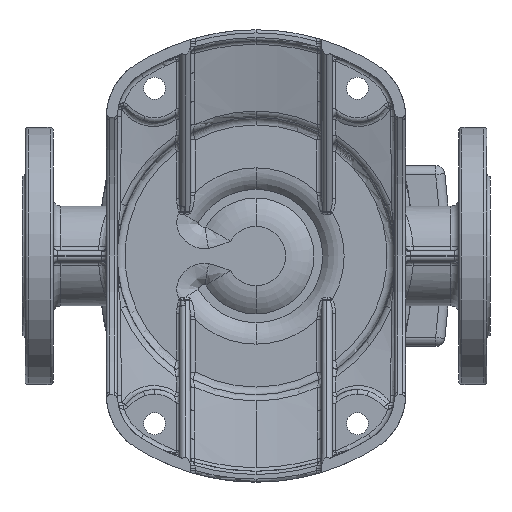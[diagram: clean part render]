
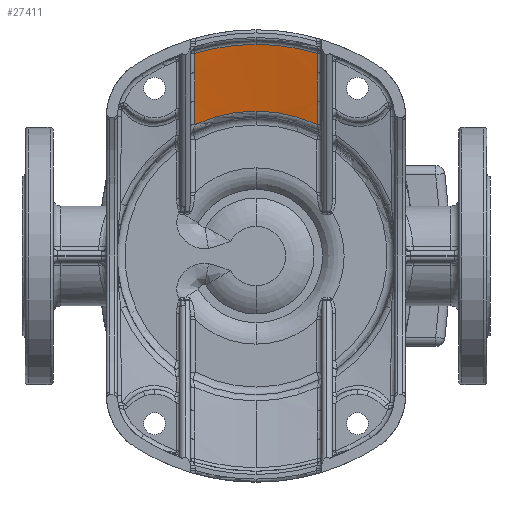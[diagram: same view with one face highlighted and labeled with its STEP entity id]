
A CAD part, front view. The second image highlights one B-rep face of the part: STEP entity #27411.
In plain terms, the highlighted conical face has half-angle 77 degrees and reference radius 38.425 mm.
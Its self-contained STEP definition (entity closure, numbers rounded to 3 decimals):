
#205 = CARTESIAN_POINT ( 'NONE',  ( 39.201, 29.44, 125.49 ) ) ;
#271 = CIRCLE ( 'NONE', #39976, 92.875 ) ;
#928 = CARTESIAN_POINT ( 'NONE',  ( 39.195, 28.469, 129.89 ) ) ;
#1733 = CONICAL_SURFACE ( 'NONE', #63616, 38.425, 1.344 ) ;
#1965 = ORIENTED_EDGE ( 'NONE', *, *, #48990, .T. ) ;
#2164 = DIRECTION ( 'NONE',  ( 0., 0., -1. ) ) ;
#2886 = EDGE_CURVE ( 'NONE', #28682, #3088, #22447, .T. ) ;
#3029 = CARTESIAN_POINT ( 'NONE',  ( 39.225, 32.649, 110.85 ) ) ;
#3088 = VERTEX_POINT ( 'NONE', #4968 ) ;
#4278 = CIRCLE ( 'NONE', #41548, 135.675 ) ;
#4968 = CARTESIAN_POINT ( 'NONE',  ( 0., 38.35, 92.875 ) ) ;
#5040 = EDGE_CURVE ( 'NONE', #21645, #22570, #7228, .T. ) ;
#5333 = CARTESIAN_POINT ( 'NONE',  ( -39.2, 29.331, 125.984 ) ) ;
#5813 = CARTESIAN_POINT ( 'NONE',  ( -39.285, 38.35, 84.157 ) ) ;
#6464 = VERTEX_POINT ( 'NONE', #55974 ) ;
#7044 = CARTESIAN_POINT ( 'NONE',  ( -39.21, 30.728, 119.63 ) ) ;
#7228 = B_SPLINE_CURVE_WITH_KNOTS ( 'NONE', 3,
 ( #57592, #53186, #40780, #45903 ),
 .UNSPECIFIED., .F., .F.,
 ( 4, 4 ),
 ( 0., 1. ),
 .UNSPECIFIED. ) ;
#11115 = ORIENTED_EDGE ( 'NONE', *, *, #54489, .T. ) ;
#11735 = AXIS2_PLACEMENT_3D ( 'NONE', #50612, #61230, #55747 ) ;
#12298 = DIRECTION ( 'NONE',  ( 0., 0., -1. ) ) ;
#12419 = CARTESIAN_POINT ( 'NONE',  ( 0., 28.469, 135.675 ) ) ;
#13669 = CARTESIAN_POINT ( 'NONE',  ( -39.26, 36.332, 93.746 ) ) ;
#13841 = ORIENTED_EDGE ( 'NONE', *, *, #2886, .T. ) ;
#14061 = CARTESIAN_POINT ( 'NONE',  ( -39.249, 35.2, 99.022 ) ) ;
#14658 = CARTESIAN_POINT ( 'NONE',  ( -39.214, 31.209, 117.43 ) ) ;
#15897 = DIRECTION ( 'NONE',  ( 0., 0., -1. ) ) ;
#16672 = CARTESIAN_POINT ( 'NONE',  ( 39.198, 28.955, 127.69 ) ) ;
#17214 = DIRECTION ( 'NONE',  ( 0., 0., -1. ) ) ;
#17416 = ORIENTED_EDGE ( 'NONE', *, *, #5040, .T. ) ;
#20694 = CARTESIAN_POINT ( 'NONE',  ( 0., 38.35, 0. ) ) ;
#21645 = VERTEX_POINT ( 'NONE', #14658 ) ;
#22447 = CIRCLE ( 'NONE', #36506, 92.875 ) ;
#22536 = CARTESIAN_POINT ( 'NONE',  ( 39.207, 30.353, 121.337 ) ) ;
#22570 = VERTEX_POINT ( 'NONE', #14061 ) ;
#23873 = CARTESIAN_POINT ( 'NONE',  ( 39.272, 37.382, 88.791 ) ) ;
#24367 = B_SPLINE_CURVE_WITH_KNOTS ( 'NONE', 3,
 ( #55454, #33151, #5333, #49970, #47286, #7044, #36310 ),
 .UNSPECIFIED., .F., .F.,
 ( 4, 3, 4 ),
 ( 0., 0.006, 0.013 ),
 .UNSPECIFIED. ) ;
#24557 = CARTESIAN_POINT ( 'NONE',  ( 39.285, 38.35, 84.157 ) ) ;
#24650 = CARTESIAN_POINT ( 'NONE',  ( -39.285, 38.35, 84.157 ) ) ;
#25618 = B_SPLINE_CURVE_WITH_KNOTS ( 'NONE', 3,
 ( #38300, #39369, #22536, #51048, #205, #16672, #38653 ),
 .UNSPECIFIED., .F., .F.,
 ( 4, 3, 4 ),
 ( 0., 0.006, 0.013 ),
 .UNSPECIFIED. ) ;
#26612 = ORIENTED_EDGE ( 'NONE', *, *, #39075, .T. ) ;
#27411 = ADVANCED_FACE ( 'NONE', ( #67352 ), #1733, .F. ) ;
#28682 = VERTEX_POINT ( 'NONE', #5813 ) ;
#28921 = CARTESIAN_POINT ( 'NONE',  ( 0., 50.921, 0. ) ) ;
#30083 = CARTESIAN_POINT ( 'NONE',  ( 39.26, 36.332, 93.746 ) ) ;
#30449 = CIRCLE ( 'NONE', #11735, 135.675 ) ;
#33151 = CARTESIAN_POINT ( 'NONE',  ( -39.198, 28.9, 127.937 ) ) ;
#33447 = ORIENTED_EDGE ( 'NONE', *, *, #59320, .T. ) ;
#33802 = CARTESIAN_POINT ( 'NONE',  ( 39.249, 35.2, 99.022 ) ) ;
#34730 = ORIENTED_EDGE ( 'NONE', *, *, #72431, .T. ) ;
#35939 = CARTESIAN_POINT ( 'NONE',  ( 39.249, 35.2, 99.022 ) ) ;
#36310 = CARTESIAN_POINT ( 'NONE',  ( -39.214, 31.209, 117.43 ) ) ;
#36506 = AXIS2_PLACEMENT_3D ( 'NONE', #57046, #41702, #2164 ) ;
#38300 = CARTESIAN_POINT ( 'NONE',  ( 39.214, 31.209, 117.43 ) ) ;
#38653 = CARTESIAN_POINT ( 'NONE',  ( 39.195, 28.469, 129.89 ) ) ;
#39075 = EDGE_CURVE ( 'NONE', #52357, #42496, #4278, .T. ) ;
#39369 = CARTESIAN_POINT ( 'NONE',  ( 39.211, 30.782, 119.383 ) ) ;
#39976 = AXIS2_PLACEMENT_3D ( 'NONE', #20694, #65322, #15897 ) ;
#40249 = ORIENTED_EDGE ( 'NONE', *, *, #65926, .T. ) ;
#40550 = B_SPLINE_CURVE_WITH_KNOTS ( 'NONE', 3,
 ( #33802, #59380, #3029, #58286 ),
 .UNSPECIFIED., .F., .F.,
 ( 4, 4 ),
 ( 0., 1. ),
 .UNSPECIFIED. ) ;
#40568 = EDGE_LOOP ( 'NONE', ( #13841, #33447, #40249, #69712, #41804, #34730, #26612, #11115, #17416, #1965 ) ) ;
#40714 = CARTESIAN_POINT ( 'NONE',  ( 39.285, 38.35, 84.157 ) ) ;
#40780 = CARTESIAN_POINT ( 'NONE',  ( -39.236, 33.98, 104.715 ) ) ;
#41548 = AXIS2_PLACEMENT_3D ( 'NONE', #51443, #69008, #12298 ) ;
#41702 = DIRECTION ( 'NONE',  ( 0., 1., 0. ) ) ;
#41804 = ORIENTED_EDGE ( 'NONE', *, *, #71718, .T. ) ;
#42496 = VERTEX_POINT ( 'NONE', #71230 ) ;
#43015 = B_SPLINE_CURVE_WITH_KNOTS ( 'NONE', 3,
 ( #62690, #13669, #46618, #24650 ),
 .UNSPECIFIED., .F., .F.,
 ( 4, 4 ),
 ( 0., 1. ),
 .UNSPECIFIED. ) ;
#45903 = CARTESIAN_POINT ( 'NONE',  ( -39.249, 35.2, 99.022 ) ) ;
#46618 = CARTESIAN_POINT ( 'NONE',  ( -39.272, 37.382, 88.791 ) ) ;
#47286 = CARTESIAN_POINT ( 'NONE',  ( -39.207, 30.245, 121.831 ) ) ;
#47945 = CARTESIAN_POINT ( 'NONE',  ( 39.214, 31.209, 117.43 ) ) ;
#48990 = EDGE_CURVE ( 'NONE', #22570, #28682, #43015, .T. ) ;
#49970 = CARTESIAN_POINT ( 'NONE',  ( -39.203, 29.761, 124.031 ) ) ;
#50612 = CARTESIAN_POINT ( 'NONE',  ( 0., 28.469, 0. ) ) ;
#51048 = CARTESIAN_POINT ( 'NONE',  ( 39.205, 29.924, 123.29 ) ) ;
#51443 = CARTESIAN_POINT ( 'NONE',  ( 0., 28.469, 0. ) ) ;
#52357 = VERTEX_POINT ( 'NONE', #12419 ) ;
#53186 = CARTESIAN_POINT ( 'NONE',  ( -39.225, 32.649, 110.85 ) ) ;
#54489 = EDGE_CURVE ( 'NONE', #42496, #21645, #24367, .T. ) ;
#55454 = CARTESIAN_POINT ( 'NONE',  ( -39.195, 28.469, 129.89 ) ) ;
#55747 = DIRECTION ( 'NONE',  ( 0., 0., -1. ) ) ;
#55974 = CARTESIAN_POINT ( 'NONE',  ( 39.249, 35.2, 99.022 ) ) ;
#57046 = CARTESIAN_POINT ( 'NONE',  ( 0., 38.35, 0. ) ) ;
#57592 = CARTESIAN_POINT ( 'NONE',  ( -39.214, 31.209, 117.43 ) ) ;
#57752 = VERTEX_POINT ( 'NONE', #24557 ) ;
#58286 = CARTESIAN_POINT ( 'NONE',  ( 39.214, 31.209, 117.43 ) ) ;
#59320 = EDGE_CURVE ( 'NONE', #3088, #57752, #271, .T. ) ;
#59380 = CARTESIAN_POINT ( 'NONE',  ( 39.236, 33.98, 104.715 ) ) ;
#59415 = EDGE_CURVE ( 'NONE', #6464, #64951, #40550, .T. ) ;
#61230 = DIRECTION ( 'NONE',  ( 0., -1., 0. ) ) ;
#62690 = CARTESIAN_POINT ( 'NONE',  ( -39.249, 35.2, 99.022 ) ) ;
#63616 = AXIS2_PLACEMENT_3D ( 'NONE', #28921, #68067, #17214 ) ;
#64951 = VERTEX_POINT ( 'NONE', #47945 ) ;
#65322 = DIRECTION ( 'NONE',  ( 0., 1., 0. ) ) ;
#65926 = EDGE_CURVE ( 'NONE', #57752, #6464, #67025, .T. ) ;
#67025 = B_SPLINE_CURVE_WITH_KNOTS ( 'NONE', 3,
 ( #40714, #23873, #30083, #35939 ),
 .UNSPECIFIED., .F., .F.,
 ( 4, 4 ),
 ( 0., 1. ),
 .UNSPECIFIED. ) ;
#67352 = FACE_OUTER_BOUND ( 'NONE', #40568, .T. ) ;
#68067 = DIRECTION ( 'NONE',  ( 0., -1., 0. ) ) ;
#69008 = DIRECTION ( 'NONE',  ( 0., -1., 0. ) ) ;
#69712 = ORIENTED_EDGE ( 'NONE', *, *, #59415, .T. ) ;
#71230 = CARTESIAN_POINT ( 'NONE',  ( -39.195, 28.469, 129.89 ) ) ;
#71718 = EDGE_CURVE ( 'NONE', #64951, #71756, #25618, .T. ) ;
#71756 = VERTEX_POINT ( 'NONE', #928 ) ;
#72431 = EDGE_CURVE ( 'NONE', #71756, #52357, #30449, .T. ) ;
